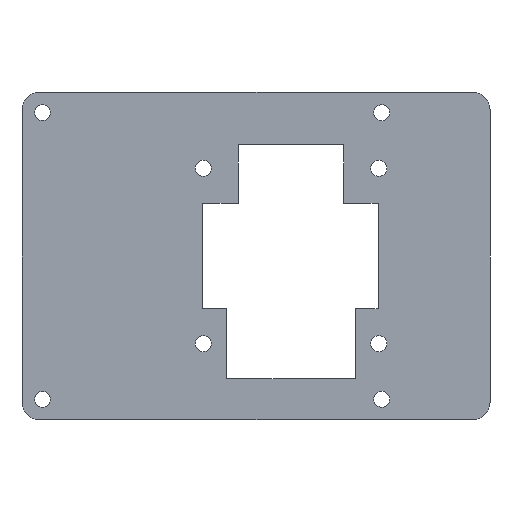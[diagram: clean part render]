
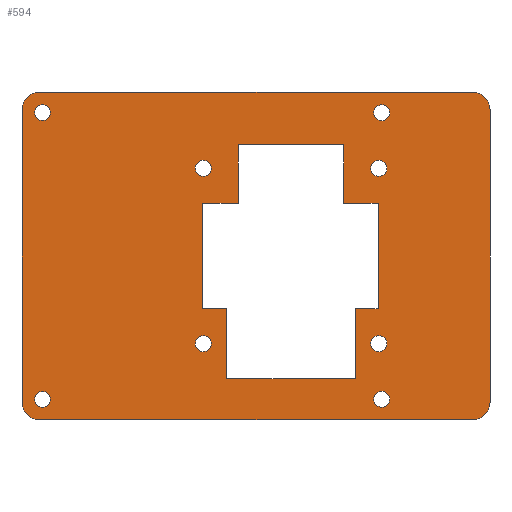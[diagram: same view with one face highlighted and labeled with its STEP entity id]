
A CAD part, front view. The second image highlights one B-rep face of the part: STEP entity #594.
In plain terms, the highlighted planar face has unit normal (0, -1, 0).
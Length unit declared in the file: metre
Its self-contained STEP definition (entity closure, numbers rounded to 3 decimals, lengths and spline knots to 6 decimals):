
#13=CIRCLE('',#612,0.003);
#15=CIRCLE('',#616,0.003);
#17=CIRCLE('',#620,0.003);
#18=CIRCLE('',#634,0.00135);
#20=CIRCLE('',#637,0.00135);
#22=CIRCLE('',#640,0.00135);
#24=CIRCLE('',#643,0.00135);
#26=CIRCLE('',#646,0.001375);
#28=CIRCLE('',#649,0.001375);
#30=CIRCLE('',#652,0.001375);
#32=CIRCLE('',#655,0.001375);
#35=CIRCLE('',#660,0.003);
#144=ORIENTED_EDGE('',*,*,#224,.F.);
#145=ORIENTED_EDGE('',*,*,#228,.T.);
#146=ORIENTED_EDGE('',*,*,#231,.F.);
#147=ORIENTED_EDGE('',*,*,#234,.T.);
#148=ORIENTED_EDGE('',*,*,#237,.T.);
#149=ORIENTED_EDGE('',*,*,#240,.T.);
#150=ORIENTED_EDGE('',*,*,#243,.T.);
#151=ORIENTED_EDGE('',*,*,#246,.F.);
#152=ORIENTED_EDGE('',*,*,#249,.T.);
#153=ORIENTED_EDGE('',*,*,#252,.F.);
#154=ORIENTED_EDGE('',*,*,#255,.F.);
#155=ORIENTED_EDGE('',*,*,#273,.F.);
#156=ORIENTED_EDGE('',*,*,#270,.F.);
#157=ORIENTED_EDGE('',*,*,#268,.F.);
#158=ORIENTED_EDGE('',*,*,#266,.F.);
#159=ORIENTED_EDGE('',*,*,#264,.F.);
#160=ORIENTED_EDGE('',*,*,#262,.F.);
#161=ORIENTED_EDGE('',*,*,#260,.F.);
#162=ORIENTED_EDGE('',*,*,#258,.F.);
#163=ORIENTED_EDGE('',*,*,#256,.F.);
#164=ORIENTED_EDGE('',*,*,#202,.F.);
#165=ORIENTED_EDGE('',*,*,#206,.T.);
#166=ORIENTED_EDGE('',*,*,#209,.F.);
#167=ORIENTED_EDGE('',*,*,#212,.T.);
#168=ORIENTED_EDGE('',*,*,#215,.T.);
#169=ORIENTED_EDGE('',*,*,#218,.T.);
#170=ORIENTED_EDGE('',*,*,#221,.T.);
#171=ORIENTED_EDGE('',*,*,#275,.T.);
#202=EDGE_CURVE('',#278,#279,#334,.T.);
#206=EDGE_CURVE('',#278,#281,#13,.T.);
#209=EDGE_CURVE('',#283,#281,#339,.T.);
#212=EDGE_CURVE('',#283,#285,#15,.T.);
#215=EDGE_CURVE('',#285,#287,#343,.T.);
#218=EDGE_CURVE('',#287,#289,#17,.T.);
#221=EDGE_CURVE('',#289,#291,#347,.T.);
#224=EDGE_CURVE('',#294,#295,#350,.T.);
#228=EDGE_CURVE('',#294,#297,#354,.T.);
#231=EDGE_CURVE('',#299,#297,#357,.T.);
#234=EDGE_CURVE('',#299,#301,#360,.T.);
#237=EDGE_CURVE('',#301,#303,#363,.T.);
#240=EDGE_CURVE('',#303,#305,#366,.T.);
#243=EDGE_CURVE('',#305,#307,#369,.T.);
#246=EDGE_CURVE('',#309,#307,#372,.T.);
#249=EDGE_CURVE('',#309,#311,#375,.T.);
#252=EDGE_CURVE('',#313,#311,#378,.T.);
#255=EDGE_CURVE('',#315,#313,#381,.T.);
#256=EDGE_CURVE('',#316,#316,#18,.T.);
#258=EDGE_CURVE('',#318,#318,#20,.T.);
#260=EDGE_CURVE('',#320,#320,#22,.T.);
#262=EDGE_CURVE('',#322,#322,#24,.T.);
#264=EDGE_CURVE('',#324,#324,#26,.T.);
#266=EDGE_CURVE('',#326,#326,#28,.T.);
#268=EDGE_CURVE('',#328,#328,#30,.T.);
#270=EDGE_CURVE('',#330,#330,#32,.T.);
#273=EDGE_CURVE('',#295,#315,#383,.T.);
#275=EDGE_CURVE('',#291,#279,#35,.T.);
#278=VERTEX_POINT('',#831);
#279=VERTEX_POINT('',#833);
#281=VERTEX_POINT('',#839);
#283=VERTEX_POINT('',#845);
#285=VERTEX_POINT('',#851);
#287=VERTEX_POINT('',#857);
#289=VERTEX_POINT('',#863);
#291=VERTEX_POINT('',#869);
#294=VERTEX_POINT('',#876);
#295=VERTEX_POINT('',#878);
#297=VERTEX_POINT('',#884);
#299=VERTEX_POINT('',#890);
#301=VERTEX_POINT('',#896);
#303=VERTEX_POINT('',#902);
#305=VERTEX_POINT('',#908);
#307=VERTEX_POINT('',#914);
#309=VERTEX_POINT('',#920);
#311=VERTEX_POINT('',#926);
#313=VERTEX_POINT('',#932);
#315=VERTEX_POINT('',#938);
#316=VERTEX_POINT('',#942);
#318=VERTEX_POINT('',#947);
#320=VERTEX_POINT('',#952);
#322=VERTEX_POINT('',#957);
#324=VERTEX_POINT('',#962);
#326=VERTEX_POINT('',#967);
#328=VERTEX_POINT('',#972);
#330=VERTEX_POINT('',#977);
#334=LINE('',#832,#386);
#339=LINE('',#846,#391);
#343=LINE('',#858,#395);
#347=LINE('',#870,#399);
#350=LINE('',#877,#402);
#354=LINE('',#885,#406);
#357=LINE('',#891,#409);
#360=LINE('',#897,#412);
#363=LINE('',#903,#415);
#366=LINE('',#909,#418);
#369=LINE('',#915,#421);
#372=LINE('',#921,#424);
#375=LINE('',#927,#427);
#378=LINE('',#933,#430);
#381=LINE('',#939,#433);
#383=LINE('',#982,#435);
#386=VECTOR('',#669,1.);
#391=VECTOR('',#682,1.);
#395=VECTOR('',#694,1.);
#399=VECTOR('',#706,1.);
#402=VECTOR('',#711,1.);
#406=VECTOR('',#717,1.);
#409=VECTOR('',#722,1.);
#412=VECTOR('',#727,1.);
#415=VECTOR('',#732,1.);
#418=VECTOR('',#737,1.);
#421=VECTOR('',#742,1.);
#424=VECTOR('',#747,1.);
#427=VECTOR('',#752,1.);
#430=VECTOR('',#757,1.);
#433=VECTOR('',#762,1.);
#435=VECTOR('',#814,1.);
#472=EDGE_LOOP('',(#144,#145,#146,#147,#148,#149,#150,#151,#152,#153,#154,
#155));
#473=EDGE_LOOP('',(#156));
#474=EDGE_LOOP('',(#157));
#475=EDGE_LOOP('',(#158));
#476=EDGE_LOOP('',(#159));
#477=EDGE_LOOP('',(#160));
#478=EDGE_LOOP('',(#161));
#479=EDGE_LOOP('',(#162));
#480=EDGE_LOOP('',(#163));
#481=EDGE_LOOP('',(#164,#165,#166,#167,#168,#169,#170,#171));
#528=FACE_BOUND('',#472,.T.);
#529=FACE_BOUND('',#473,.T.);
#530=FACE_BOUND('',#474,.T.);
#531=FACE_BOUND('',#475,.T.);
#532=FACE_BOUND('',#476,.T.);
#533=FACE_BOUND('',#477,.T.);
#534=FACE_BOUND('',#478,.T.);
#535=FACE_BOUND('',#479,.T.);
#536=FACE_BOUND('',#480,.T.);
#537=FACE_BOUND('',#481,.T.);
#564=PLANE('',#661);
#594=ADVANCED_FACE('',(#528,#529,#530,#531,#532,#533,#534,#535,#536,#537),
#564,.T.);
#612=AXIS2_PLACEMENT_3D('',#840,#676,#677);
#616=AXIS2_PLACEMENT_3D('',#852,#688,#689);
#620=AXIS2_PLACEMENT_3D('',#864,#700,#701);
#634=AXIS2_PLACEMENT_3D('',#941,#765,#766);
#637=AXIS2_PLACEMENT_3D('',#946,#771,#772);
#640=AXIS2_PLACEMENT_3D('',#951,#777,#778);
#643=AXIS2_PLACEMENT_3D('',#956,#783,#784);
#646=AXIS2_PLACEMENT_3D('',#961,#789,#790);
#649=AXIS2_PLACEMENT_3D('',#966,#795,#796);
#652=AXIS2_PLACEMENT_3D('',#971,#801,#802);
#655=AXIS2_PLACEMENT_3D('',#976,#807,#808);
#660=AXIS2_PLACEMENT_3D('',#985,#819,#820);
#661=AXIS2_PLACEMENT_3D('',#986,#821,#822);
#669=DIRECTION('',(0.,0.,-1.));
#676=DIRECTION('',(0.,-1.,0.));
#677=DIRECTION('',(0.,0.,-1.));
#682=DIRECTION('',(1.,0.,0.));
#688=DIRECTION('',(0.,-1.,0.));
#689=DIRECTION('',(0.,0.,-1.));
#694=DIRECTION('',(0.,0.,-1.));
#700=DIRECTION('',(0.,-1.,0.));
#701=DIRECTION('',(0.,0.,-1.));
#706=DIRECTION('',(1.,0.,0.));
#711=DIRECTION('',(0.,0.,-1.));
#717=DIRECTION('',(1.,0.,0.));
#722=DIRECTION('',(0.,0.,-1.));
#727=DIRECTION('',(1.,0.,0.));
#732=DIRECTION('',(0.,0.,-1.));
#737=DIRECTION('',(1.,0.,0.));
#742=DIRECTION('',(0.,0.,-1.));
#747=DIRECTION('',(1.,0.,0.));
#752=DIRECTION('',(0.,0.,-1.));
#757=DIRECTION('',(1.,0.,0.));
#762=DIRECTION('',(0.,0.,-1.));
#765=DIRECTION('',(0.,-1.,0.));
#766=DIRECTION('',(0.,0.,-1.));
#771=DIRECTION('',(0.,-1.,0.));
#772=DIRECTION('',(0.,0.,-1.));
#777=DIRECTION('',(0.,-1.,0.));
#778=DIRECTION('',(0.,0.,-1.));
#783=DIRECTION('',(0.,-1.,0.));
#784=DIRECTION('',(0.,0.,-1.));
#789=DIRECTION('',(0.,-1.,0.));
#790=DIRECTION('',(0.,0.,-1.));
#795=DIRECTION('',(0.,-1.,0.));
#796=DIRECTION('',(0.,0.,-1.));
#801=DIRECTION('',(0.,-1.,0.));
#802=DIRECTION('',(0.,0.,-1.));
#807=DIRECTION('',(0.,-1.,0.));
#808=DIRECTION('',(0.,0.,-1.));
#814=DIRECTION('',(1.,0.,0.));
#819=DIRECTION('',(0.,-1.,0.));
#820=DIRECTION('',(0.,0.,-1.));
#821=DIRECTION('',(0.,-1.,0.));
#822=DIRECTION('',(1.,0.,0.));
#831=CARTESIAN_POINT('',(0.01685,-0.00275,0.03547));
#832=CARTESIAN_POINT('',(0.01685,-0.00275,0.01047));
#833=CARTESIAN_POINT('',(0.01685,-0.00275,-0.01453));
#839=CARTESIAN_POINT('',(0.01385,-0.00275,0.03847));
#840=CARTESIAN_POINT('',(0.01385,-0.00275,0.03547));
#845=CARTESIAN_POINT('',(-0.06015,-0.00275,0.03847));
#846=CARTESIAN_POINT('',(-0.02315,-0.00275,0.03847));
#851=CARTESIAN_POINT('',(-0.06315,-0.00275,0.03547));
#852=CARTESIAN_POINT('',(-0.06015,-0.00275,0.03547));
#857=CARTESIAN_POINT('',(-0.06315,-0.00275,-0.01453));
#858=CARTESIAN_POINT('',(-0.06315,-0.00275,0.01047));
#863=CARTESIAN_POINT('',(-0.06015,-0.00275,-0.01753));
#864=CARTESIAN_POINT('',(-0.06015,-0.00275,-0.01453));
#869=CARTESIAN_POINT('',(0.01385,-0.00275,-0.01753));
#870=CARTESIAN_POINT('',(-0.02315,-0.00275,-0.01753));
#876=CARTESIAN_POINT('',(-0.032285,-0.00275,0.01947));
#877=CARTESIAN_POINT('',(-0.032285,-0.00275,0.01047));
#878=CARTESIAN_POINT('',(-0.032285,-0.00275,0.00147));
#884=CARTESIAN_POINT('',(-0.02615,-0.00275,0.01947));
#885=CARTESIAN_POINT('',(-0.029217,-0.00275,0.01947));
#890=CARTESIAN_POINT('',(-0.02615,-0.00275,0.02947));
#891=CARTESIAN_POINT('',(-0.02615,-0.00275,0.02447));
#896=CARTESIAN_POINT('',(-0.00815,-0.00275,0.02947));
#897=CARTESIAN_POINT('',(-0.01715,-0.00275,0.02947));
#902=CARTESIAN_POINT('',(-0.00815,-0.00275,0.01947));
#903=CARTESIAN_POINT('',(-0.00815,-0.00275,0.02447));
#908=CARTESIAN_POINT('',(-0.002285,-0.00275,0.01947));
#909=CARTESIAN_POINT('',(-0.005217,-0.00275,0.01947));
#914=CARTESIAN_POINT('',(-0.002285,-0.00275,0.00147));
#915=CARTESIAN_POINT('',(-0.002285,-0.00275,0.01047));
#920=CARTESIAN_POINT('',(-0.00615,-0.00275,0.00147));
#921=CARTESIAN_POINT('',(-0.004217,-0.00275,0.00147));
#926=CARTESIAN_POINT('',(-0.00615,-0.00275,-0.01053));
#927=CARTESIAN_POINT('',(-0.00615,-0.00275,-0.00453));
#932=CARTESIAN_POINT('',(-0.02815,-0.00275,-0.01053));
#933=CARTESIAN_POINT('',(-0.01715,-0.00275,-0.01053));
#938=CARTESIAN_POINT('',(-0.02815,-0.00275,0.00147));
#939=CARTESIAN_POINT('',(-0.02815,-0.00275,-0.00453));
#941=CARTESIAN_POINT('',(-0.00165,-0.00275,0.03497));
#942=CARTESIAN_POINT('',(-0.00165,-0.00275,0.03362));
#946=CARTESIAN_POINT('',(-0.05965,-0.00275,0.03497));
#947=CARTESIAN_POINT('',(-0.05965,-0.00275,0.03362));
#951=CARTESIAN_POINT('',(-0.05965,-0.00275,-0.01403));
#952=CARTESIAN_POINT('',(-0.05965,-0.00275,-0.01538));
#956=CARTESIAN_POINT('',(-0.00165,-0.00275,-0.01403));
#957=CARTESIAN_POINT('',(-0.00165,-0.00275,-0.01538));
#961=CARTESIAN_POINT('',(-0.00215,-0.00275,0.02547));
#962=CARTESIAN_POINT('',(-0.00215,-0.00275,0.024095));
#966=CARTESIAN_POINT('',(-0.03215,-0.00275,-0.00453));
#967=CARTESIAN_POINT('',(-0.03215,-0.00275,-0.005905));
#971=CARTESIAN_POINT('',(-0.00215,-0.00275,-0.00453));
#972=CARTESIAN_POINT('',(-0.00215,-0.00275,-0.005905));
#976=CARTESIAN_POINT('',(-0.03215,-0.00275,0.02547));
#977=CARTESIAN_POINT('',(-0.03215,-0.00275,0.024095));
#982=CARTESIAN_POINT('',(-0.030217,-0.00275,0.00147));
#985=CARTESIAN_POINT('',(0.01385,-0.00275,-0.01453));
#986=CARTESIAN_POINT('',(-0.02315,-0.00275,0.01047));
